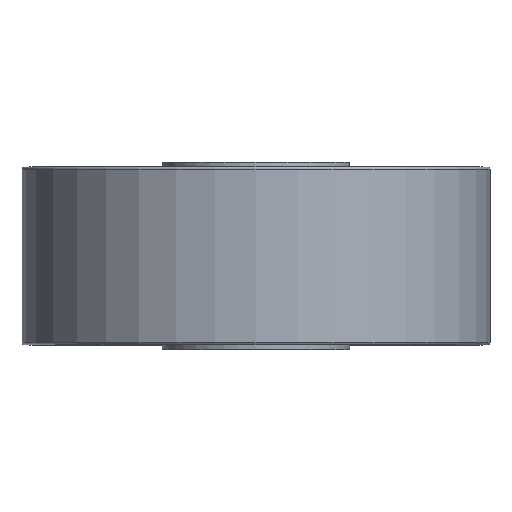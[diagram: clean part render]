
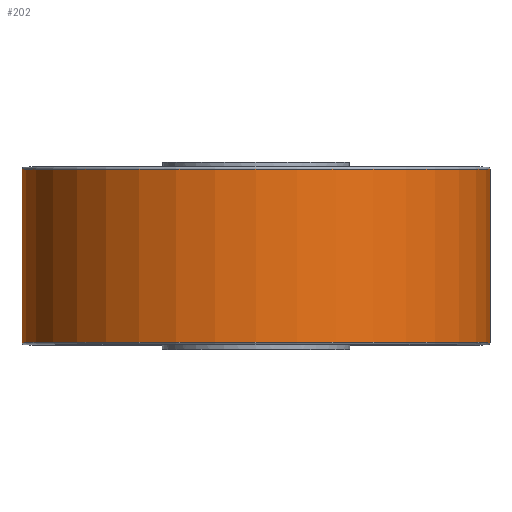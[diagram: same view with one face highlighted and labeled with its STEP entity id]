
A CAD part, top view. The second image highlights one B-rep face of the part: STEP entity #202.
In plain terms, the highlighted cylindrical face has radius 50 mm (diameter 100 mm), a full revolution.
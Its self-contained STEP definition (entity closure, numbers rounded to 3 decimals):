
#202 = ADVANCED_FACE( '', ( #396, #397 ), #398, .T. );
#396 = FACE_OUTER_BOUND( '', #578, .T. );
#397 = FACE_OUTER_BOUND( '', #579, .T. );
#398 = CYLINDRICAL_SURFACE( '', #580, 50. );
#578 = EDGE_LOOP( '', ( #814 ) );
#579 = EDGE_LOOP( '', ( #815 ) );
#580 = AXIS2_PLACEMENT_3D( '', #816, #817, #818 );
#814 = ORIENTED_EDGE( '', *, *, #938, .T. );
#815 = ORIENTED_EDGE( '', *, *, #921, .T. );
#816 = CARTESIAN_POINT( '', ( 0., -38., 0. ) );
#817 = DIRECTION( '', ( 0., -1., 0. ) );
#818 = DIRECTION( '', ( 0., 0., 1. ) );
#921 = EDGE_CURVE( '', #1036, #1036, #1037, .T. );
#938 = EDGE_CURVE( '', #1061, #1061, #1062, .F. );
#1036 = VERTEX_POINT( '', #1162 );
#1037 = CIRCLE( '', #1163, 50. );
#1061 = VERTEX_POINT( '', #1187 );
#1062 = CIRCLE( '', #1188, 50. );
#1162 = CARTESIAN_POINT( '', ( 0., -37.5, 50. ) );
#1163 = AXIS2_PLACEMENT_3D( '', #1297, #1298, #1299 );
#1187 = CARTESIAN_POINT( '', ( 0., -0.5, 50. ) );
#1188 = AXIS2_PLACEMENT_3D( '', #1321, #1322, #1323 );
#1297 = CARTESIAN_POINT( '', ( 0., -37.5, 0. ) );
#1298 = DIRECTION( '', ( 0., 1., 0. ) );
#1299 = DIRECTION( '', ( 0., 0., 1. ) );
#1321 = CARTESIAN_POINT( '', ( 0., -0.5, 0. ) );
#1322 = DIRECTION( '', ( 0., 1., 0. ) );
#1323 = DIRECTION( '', ( 0., 0., 1. ) );
